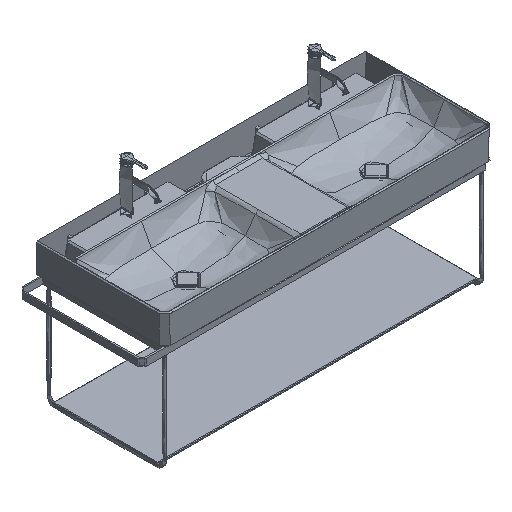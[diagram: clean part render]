
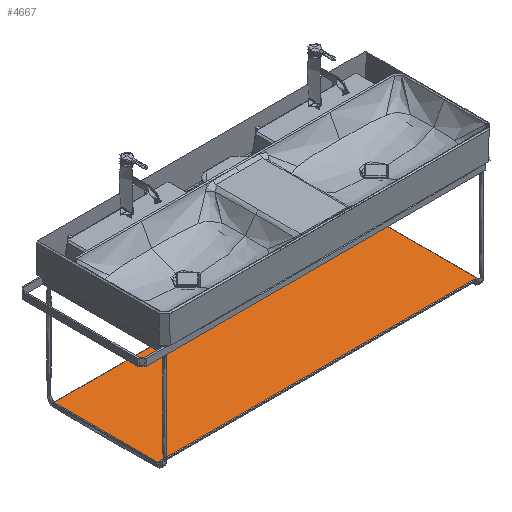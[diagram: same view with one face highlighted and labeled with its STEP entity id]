
A CAD part, isometric view. The second image highlights one B-rep face of the part: STEP entity #4667.
In plain terms, the highlighted free-form (B-spline) face has degree [1, 1] with [2, 2] control points.
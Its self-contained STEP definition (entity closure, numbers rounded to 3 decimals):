
#3010=B_SPLINE_SURFACE_WITH_KNOTS('',1,1,((#207174,#207175),(#207176,#207177)),
 .UNSPECIFIED.,.F.,.F.,.F.,(2,2),(2,2),(-399.36,993.36),(3.74,456.26),
 .UNSPECIFIED.);
#3014=B_SPLINE_SURFACE_WITH_KNOTS('',1,1,((#207190,#207191),(#207192,#207193)),
 .UNSPECIFIED.,.F.,.F.,.F.,(2,2),(2,2),(-0.297,2.418),
(38.84,493.16),.UNSPECIFIED.);
#3017=B_SPLINE_SURFACE_WITH_KNOTS('',1,1,((#207202,#207203),(#207204,#207205)),
 .UNSPECIFIED.,.F.,.F.,.F.,(2,2),(2,2),(117.19,1511.71),(-0.297,
2.418),.UNSPECIFIED.);
#3022=B_SPLINE_SURFACE_WITH_KNOTS('',1,1,((#207222,#207223),(#207224,#207225)),
 .UNSPECIFIED.,.F.,.F.,.F.,(2,2),(2,2),(117.19,1511.71),(-0.297,
2.418),.UNSPECIFIED.);
#3025=B_SPLINE_SURFACE_WITH_KNOTS('',1,1,((#207234,#207235),(#207236,#207237)),
 .UNSPECIFIED.,.F.,.F.,.F.,(2,2),(2,2),(38.84,493.16),(-0.297,
2.418),.UNSPECIFIED.);
#4667=ADVANCED_FACE('',(#6356),#3010,.T.);
#6356=FACE_OUTER_BOUND('',#8033,.T.);
#8033=EDGE_LOOP('',(#15206,#15207,#15208,#15209));
#15206=ORIENTED_EDGE('',*,*,#37910,.T.);
#15207=ORIENTED_EDGE('',*,*,#37911,.T.);
#15208=ORIENTED_EDGE('',*,*,#37912,.T.);
#15209=ORIENTED_EDGE('',*,*,#37913,.T.);
#22653=PCURVE('',#3010,#30100);
#22654=PCURVE('',#3010,#30101);
#22655=PCURVE('',#3010,#30102);
#22656=PCURVE('',#3010,#30103);
#22672=PCURVE('',#3014,#30119);
#22692=PCURVE('',#3017,#30139);
#22716=PCURVE('',#3022,#30163);
#22734=PCURVE('',#3025,#30181);
#30100=DEFINITIONAL_REPRESENTATION('',(#46450),#208972);
#30101=DEFINITIONAL_REPRESENTATION('',(#46452),#208972);
#30102=DEFINITIONAL_REPRESENTATION('',(#46454),#208972);
#30103=DEFINITIONAL_REPRESENTATION('',(#46456),#208972);
#30119=DEFINITIONAL_REPRESENTATION('',(#46486),#208972);
#30139=DEFINITIONAL_REPRESENTATION('',(#46515),#208972);
#30163=DEFINITIONAL_REPRESENTATION('',(#46552),#208972);
#30181=DEFINITIONAL_REPRESENTATION('',(#46576),#208972);
#34092=SURFACE_CURVE('',#46449,(#22653,#22672),.PCURVE_S1.);
#34093=SURFACE_CURVE('',#46451,(#22654,#22716),.PCURVE_S1.);
#34094=SURFACE_CURVE('',#46453,(#22655,#22734),.PCURVE_S1.);
#34095=SURFACE_CURVE('',#46455,(#22656,#22692),.PCURVE_S1.);
#37910=EDGE_CURVE('',#49095,#49096,#34092,.T.);
#37911=EDGE_CURVE('',#49096,#49097,#34093,.T.);
#37912=EDGE_CURVE('',#49097,#49098,#34094,.T.);
#37913=EDGE_CURVE('',#49098,#49095,#34095,.T.);
#46449=B_SPLINE_CURVE_WITH_KNOTS('',1,(#207278,#207279),.UNSPECIFIED.,.F.,
 .F.,(2,2),(-377.,0.),.UNSPECIFIED.);
#46450=B_SPLINE_CURVE_WITH_KNOTS('',1,(#207280,#207281),.UNSPECIFIED.,.F.,
 .F.,(2,2),(-377.,0.),.UNSPECIFIED.);
#46451=B_SPLINE_CURVE_WITH_KNOTS('',1,(#207282,#207283),.UNSPECIFIED.,.F.,
 .F.,(2,2),(0.,1160.5),.UNSPECIFIED.);
#46452=B_SPLINE_CURVE_WITH_KNOTS('',1,(#207284,#207285),.UNSPECIFIED.,.F.,
 .F.,(2,2),(0.,1160.5),.UNSPECIFIED.);
#46453=B_SPLINE_CURVE_WITH_KNOTS('',1,(#207286,#207287),.UNSPECIFIED.,.F.,
 .F.,(2,2),(0.,377.),.UNSPECIFIED.);
#46454=B_SPLINE_CURVE_WITH_KNOTS('',1,(#207288,#207289),.UNSPECIFIED.,.F.,
 .F.,(2,2),(0.,377.),.UNSPECIFIED.);
#46455=B_SPLINE_CURVE_WITH_KNOTS('',1,(#207290,#207291),.UNSPECIFIED.,.F.,
 .F.,(2,2),(0.,1160.5),.UNSPECIFIED.);
#46456=B_SPLINE_CURVE_WITH_KNOTS('',1,(#207292,#207293),.UNSPECIFIED.,.F.,
 .F.,(2,2),(0.,1160.5),.UNSPECIFIED.);
#46486=B_SPLINE_CURVE_WITH_KNOTS('',1,(#207352,#207353),.UNSPECIFIED.,.F.,
 .F.,(2,2),(-377.,0.),.UNSPECIFIED.);
#46515=B_SPLINE_CURVE_WITH_KNOTS('',1,(#207410,#207411),.UNSPECIFIED.,.F.,
 .F.,(2,2),(0.,1160.5),.UNSPECIFIED.);
#46552=B_SPLINE_CURVE_WITH_KNOTS('',1,(#207484,#207485),.UNSPECIFIED.,.F.,
 .F.,(2,2),(0.,1160.5),.UNSPECIFIED.);
#46576=B_SPLINE_CURVE_WITH_KNOTS('',1,(#207532,#207533),.UNSPECIFIED.,.F.,
 .F.,(2,2),(0.,377.),.UNSPECIFIED.);
#49095=VERTEX_POINT('',#207246);
#49096=VERTEX_POINT('',#207247);
#49097=VERTEX_POINT('',#207248);
#49098=VERTEX_POINT('',#207249);
#207174=CARTESIAN_POINT('',(696.653,229.128,-418.51));
#207175=CARTESIAN_POINT('',(696.653,-223.392,-418.51));
#207176=CARTESIAN_POINT('',(-696.067,229.128,-418.51));
#207177=CARTESIAN_POINT('',(-696.067,-223.392,-418.51));
#207190=CARTESIAN_POINT('',(582.253,230.028,-420.22));
#207191=CARTESIAN_POINT('',(582.253,-224.292,-420.22));
#207192=CARTESIAN_POINT('',(580.333,230.028,-418.3));
#207193=CARTESIAN_POINT('',(580.333,-224.292,-418.3));
#207202=CARTESIAN_POINT('',(-696.967,-187.342,-420.22));
#207203=CARTESIAN_POINT('',(-696.967,-185.422,-418.3));
#207204=CARTESIAN_POINT('',(697.553,-187.342,-420.22));
#207205=CARTESIAN_POINT('',(697.553,-185.422,-418.3));
#207222=CARTESIAN_POINT('',(697.553,193.078,-420.22));
#207223=CARTESIAN_POINT('',(697.553,191.158,-418.3));
#207224=CARTESIAN_POINT('',(-696.967,193.078,-420.22));
#207225=CARTESIAN_POINT('',(-696.967,191.158,-418.3));
#207234=CARTESIAN_POINT('',(-581.667,230.028,-420.22));
#207235=CARTESIAN_POINT('',(-579.747,230.028,-418.3));
#207236=CARTESIAN_POINT('',(-581.667,-224.292,-420.22));
#207237=CARTESIAN_POINT('',(-579.747,-224.292,-418.3));
#207246=CARTESIAN_POINT('',(580.543,-185.632,-418.51));
#207247=CARTESIAN_POINT('',(580.543,191.368,-418.51));
#207248=CARTESIAN_POINT('',(-579.957,191.368,-418.51));
#207249=CARTESIAN_POINT('',(-579.957,-185.632,-418.51));
#207278=CARTESIAN_POINT('',(580.543,-185.632,-418.51));
#207279=CARTESIAN_POINT('',(580.543,191.368,-418.51));
#207280=CARTESIAN_POINT('',(-283.25,418.5));
#207281=CARTESIAN_POINT('',(-283.25,41.5));
#207282=CARTESIAN_POINT('',(580.543,191.368,-418.51));
#207283=CARTESIAN_POINT('',(-579.957,191.368,-418.51));
#207284=CARTESIAN_POINT('',(-283.25,41.5));
#207285=CARTESIAN_POINT('',(877.25,41.5));
#207286=CARTESIAN_POINT('',(-579.957,191.368,-418.51));
#207287=CARTESIAN_POINT('',(-579.957,-185.632,-418.51));
#207288=CARTESIAN_POINT('',(877.25,41.5));
#207289=CARTESIAN_POINT('',(877.25,418.5));
#207290=CARTESIAN_POINT('',(-579.957,-185.632,-418.51));
#207291=CARTESIAN_POINT('',(580.543,-185.632,-418.51));
#207292=CARTESIAN_POINT('',(877.25,418.5));
#207293=CARTESIAN_POINT('',(-283.25,418.5));
#207352=CARTESIAN_POINT('',(2.121,454.5));
#207353=CARTESIAN_POINT('',(2.121,77.5));
#207410=CARTESIAN_POINT('',(234.2,2.121));
#207411=CARTESIAN_POINT('',(1394.7,2.121));
#207484=CARTESIAN_POINT('',(234.2,2.121));
#207485=CARTESIAN_POINT('',(1394.7,2.121));
#207532=CARTESIAN_POINT('',(77.5,2.121));
#207533=CARTESIAN_POINT('',(454.5,2.121));
#208972=(
GEOMETRIC_REPRESENTATION_CONTEXT(2)
PARAMETRIC_REPRESENTATION_CONTEXT()
REPRESENTATION_CONTEXT('pspace','')
);
